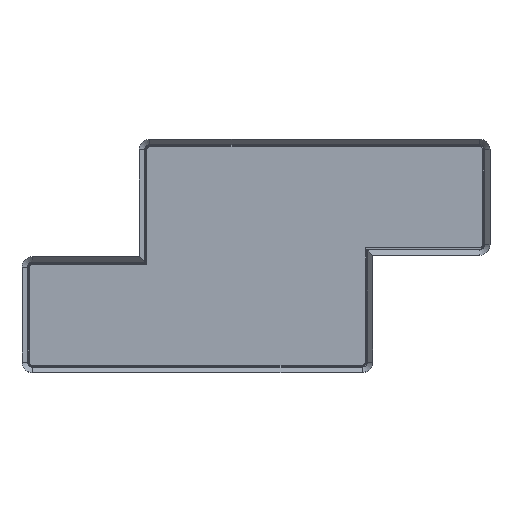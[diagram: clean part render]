
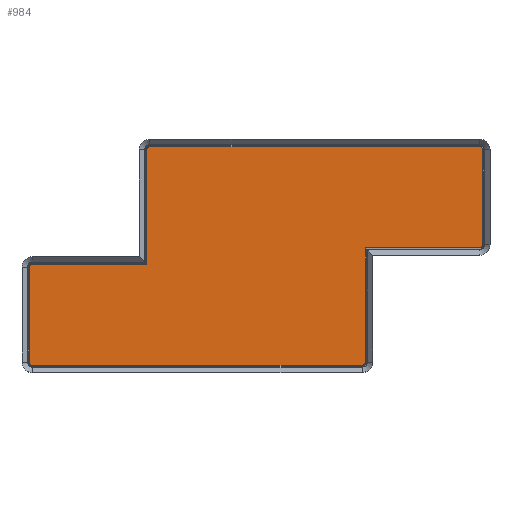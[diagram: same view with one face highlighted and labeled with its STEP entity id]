
A CAD part, top view. The second image highlights one B-rep face of the part: STEP entity #984.
In plain terms, the highlighted planar face has unit normal (0, 0, 1).
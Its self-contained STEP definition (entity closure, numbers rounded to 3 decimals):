
#140=CARTESIAN_POINT('',(137.512,59.062,-32.2));
#141=VERTEX_POINT('',#140);
#148=CARTESIAN_POINT('',(255.512,59.062,-32.2));
#149=VERTEX_POINT('',#148);
#150=CARTESIAN_POINT('',(255.512,59.062,-32.2));
#151=DIRECTION('',(-1.,-0.,0.));
#152=VECTOR('',#151,118.);
#153=LINE('',#150,#152);
#154=EDGE_CURVE('',#149,#141,#153,.T.);
#868=CARTESIAN_POINT('',(179.512,-18.088,-32.2));
#869=DIRECTION('',(0.,-0.,-1.));
#870=DIRECTION('',(0.,1.,-0.));
#871=AXIS2_PLACEMENT_3D('',#868,#869,#870);
#872=PLANE('',#871);
#873=CARTESIAN_POINT('',(95.512,-19.238,-32.2));
#874=VERTEX_POINT('',#873);
#875=CARTESIAN_POINT('',(213.512,-19.238,-32.2));
#876=VERTEX_POINT('',#875);
#877=CARTESIAN_POINT('',(95.512,-19.238,-32.2));
#878=DIRECTION('',(1.,0.,-0.));
#879=VECTOR('',#878,118.);
#880=LINE('',#877,#879);
#881=EDGE_CURVE('',#874,#876,#880,.T.);
#882=ORIENTED_EDGE('',*,*,#881,.T.);
#883=CARTESIAN_POINT('',(214.662,-18.088,-32.2));
#884=VERTEX_POINT('',#883);
#885=CARTESIAN_POINT('',(213.512,-18.088,-32.2));
#886=DIRECTION('',(-0.,0.,1.));
#887=DIRECTION('',(0.,1.,-0.));
#888=AXIS2_PLACEMENT_3D('',#885,#886,#887);
#889=CIRCLE('',#888,1.15);
#890=EDGE_CURVE('',#876,#884,#889,.T.);
#891=ORIENTED_EDGE('',*,*,#890,.T.);
#892=CARTESIAN_POINT('',(214.662,22.762,-32.2));
#893=VERTEX_POINT('',#892);
#894=CARTESIAN_POINT('',(214.662,-18.088,-32.2));
#895=DIRECTION('',(0.,1.,-0.));
#896=VECTOR('',#895,40.85);
#897=LINE('',#894,#896);
#898=EDGE_CURVE('',#884,#893,#897,.T.);
#899=ORIENTED_EDGE('',*,*,#898,.T.);
#900=CARTESIAN_POINT('',(255.512,22.762,-32.2));
#901=VERTEX_POINT('',#900);
#902=CARTESIAN_POINT('',(214.662,22.762,-32.2));
#903=DIRECTION('',(1.,0.,-0.));
#904=VECTOR('',#903,40.85);
#905=LINE('',#902,#904);
#906=EDGE_CURVE('',#893,#901,#905,.T.);
#907=ORIENTED_EDGE('',*,*,#906,.T.);
#908=CARTESIAN_POINT('',(256.662,23.912,-32.2));
#909=VERTEX_POINT('',#908);
#910=CARTESIAN_POINT('',(255.512,23.912,-32.2));
#911=DIRECTION('',(-0.,0.,1.));
#912=DIRECTION('',(0.,1.,-0.));
#913=AXIS2_PLACEMENT_3D('',#910,#911,#912);
#914=CIRCLE('',#913,1.15);
#915=EDGE_CURVE('',#901,#909,#914,.T.);
#916=ORIENTED_EDGE('',*,*,#915,.T.);
#917=CARTESIAN_POINT('',(256.662,57.912,-32.2));
#918=VERTEX_POINT('',#917);
#919=CARTESIAN_POINT('',(256.662,23.912,-32.2));
#920=DIRECTION('',(0.,1.,-0.));
#921=VECTOR('',#920,34.);
#922=LINE('',#919,#921);
#923=EDGE_CURVE('',#909,#918,#922,.T.);
#924=ORIENTED_EDGE('',*,*,#923,.T.);
#925=CARTESIAN_POINT('',(255.512,57.912,-32.2));
#926=DIRECTION('',(-0.,0.,1.));
#927=DIRECTION('',(0.,1.,-0.));
#928=AXIS2_PLACEMENT_3D('',#925,#926,#927);
#929=CIRCLE('',#928,1.15);
#930=EDGE_CURVE('',#918,#149,#929,.T.);
#931=ORIENTED_EDGE('',*,*,#930,.T.);
#932=ORIENTED_EDGE('',*,*,#154,.T.);
#933=CARTESIAN_POINT('',(136.362,57.912,-32.2));
#934=VERTEX_POINT('',#933);
#935=CARTESIAN_POINT('',(137.512,57.912,-32.2));
#936=DIRECTION('',(-0.,-0.,1.));
#937=DIRECTION('',(-0.,-1.,-0.));
#938=AXIS2_PLACEMENT_3D('',#935,#936,#937);
#939=CIRCLE('',#938,1.15);
#940=EDGE_CURVE('',#141,#934,#939,.T.);
#941=ORIENTED_EDGE('',*,*,#940,.T.);
#942=CARTESIAN_POINT('',(136.362,17.062,-32.2));
#943=VERTEX_POINT('',#942);
#944=CARTESIAN_POINT('',(136.362,57.912,-32.2));
#945=DIRECTION('',(-0.,-1.,-0.));
#946=VECTOR('',#945,40.85);
#947=LINE('',#944,#946);
#948=EDGE_CURVE('',#934,#943,#947,.T.);
#949=ORIENTED_EDGE('',*,*,#948,.T.);
#950=CARTESIAN_POINT('',(95.512,17.062,-32.2));
#951=VERTEX_POINT('',#950);
#952=CARTESIAN_POINT('',(136.362,17.062,-32.2));
#953=DIRECTION('',(-1.,0.,0.));
#954=VECTOR('',#953,40.85);
#955=LINE('',#952,#954);
#956=EDGE_CURVE('',#943,#951,#955,.T.);
#957=ORIENTED_EDGE('',*,*,#956,.T.);
#958=CARTESIAN_POINT('',(94.362,15.912,-32.2));
#959=VERTEX_POINT('',#958);
#960=CARTESIAN_POINT('',(95.512,15.912,-32.2));
#961=DIRECTION('',(-0.,-0.,1.));
#962=DIRECTION('',(-0.,-1.,-0.));
#963=AXIS2_PLACEMENT_3D('',#960,#961,#962);
#964=CIRCLE('',#963,1.15);
#965=EDGE_CURVE('',#951,#959,#964,.T.);
#966=ORIENTED_EDGE('',*,*,#965,.T.);
#967=CARTESIAN_POINT('',(94.362,-18.088,-32.2));
#968=VERTEX_POINT('',#967);
#969=CARTESIAN_POINT('',(94.362,15.912,-32.2));
#970=DIRECTION('',(-0.,-1.,-0.));
#971=VECTOR('',#970,34.);
#972=LINE('',#969,#971);
#973=EDGE_CURVE('',#959,#968,#972,.T.);
#974=ORIENTED_EDGE('',*,*,#973,.T.);
#975=CARTESIAN_POINT('',(95.512,-18.088,-32.2));
#976=DIRECTION('',(-0.,-0.,1.));
#977=DIRECTION('',(-0.,-1.,-0.));
#978=AXIS2_PLACEMENT_3D('',#975,#976,#977);
#979=CIRCLE('',#978,1.15);
#980=EDGE_CURVE('',#968,#874,#979,.T.);
#981=ORIENTED_EDGE('',*,*,#980,.T.);
#982=EDGE_LOOP('',(#882,#891,#899,#907,#916,#924,#931,#932,#941,#949,#957,#966,#974,#981));
#983=FACE_BOUND('',#982,.T.);
#984=ADVANCED_FACE('',(#983),#872,.F.);
